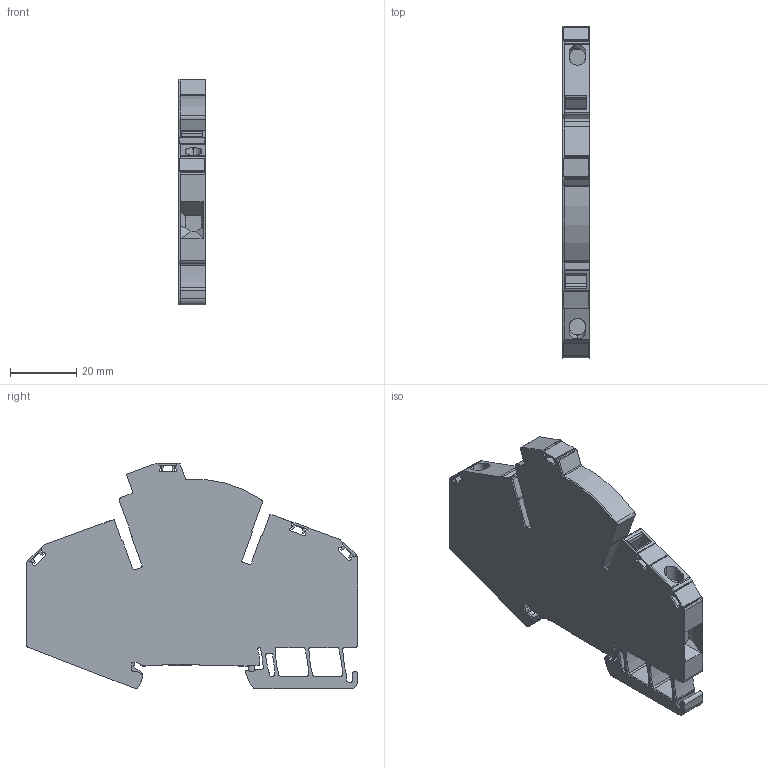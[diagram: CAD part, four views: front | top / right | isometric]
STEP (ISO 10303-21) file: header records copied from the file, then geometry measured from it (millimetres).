
FILE_DESCRIPTION(('CATIA V5 STEP Exchange','CAx-IF Rec.Pracs.--- Model Styling and Organization---1.4--- 2014-01-23'),'2;1');
FILE_NAME ('1320096-1_1', '2021-02-05T05:43:03+00:00', ('none'), ('Weidmueller'), 'CATIA Version 5-6 Release 2016 SP3 HF44', 'CATIA V5 STEP AP214', 'none');
FILE_SCHEMA(('AUTOMOTIVE_DESIGN { 1 0 10303 214 1 1 1 1 }'));
Length unit declared in the file: millimetre
Products named in the file (1): 2792450000
Bounding box: 8.1 x 100 x 68.09 mm (x, y, z)
Volume: 35690.9 mm3; surface area: 25703.6 mm2
Topology: 7 solids, 7 shells, 974 faces, 2847 edges, 1903 vertices
Faces by surface type: plane 511, cylinder 439, extrusion 24
Entity records: 32985 total; most frequent: CARTESIAN_POINT 6580, ORIENTED_EDGE 5694, DIRECTION 4514, EDGE_CURVE 2847, VECTOR 1963, LINE 1939, VERTEX_POINT 1903, AXIS2_PLACEMENT_3D 1680
